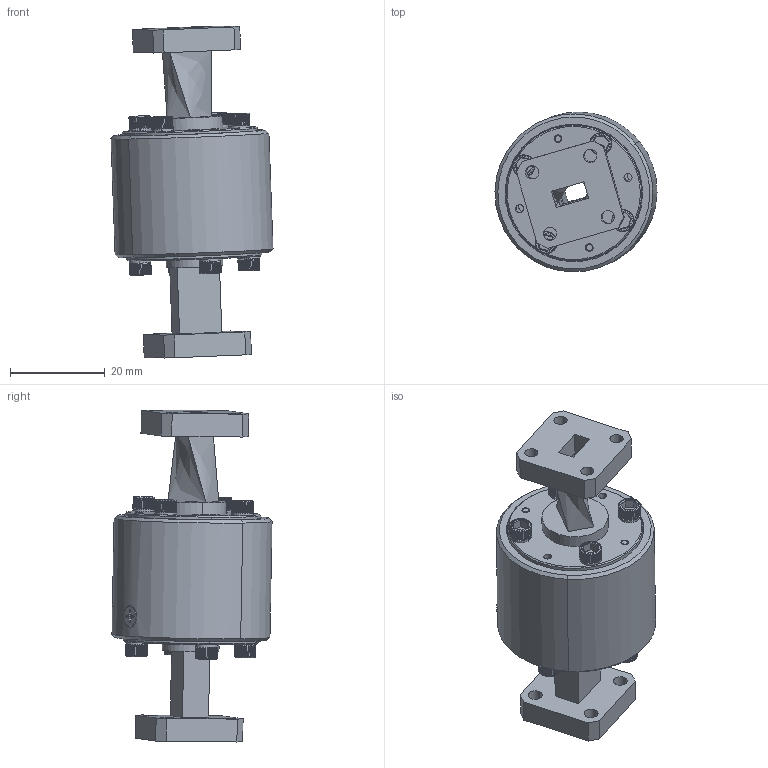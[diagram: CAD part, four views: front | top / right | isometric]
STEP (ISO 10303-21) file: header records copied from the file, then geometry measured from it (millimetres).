
FILE_DESCRIPTION (( 'STEP AP203' ), '1' );
FILE_NAME ('DMTF-28-101-1 Rev 1.2, df.STEP', '2017-07-18T22:06:40', ( '' ), ( '' ), 'SwSTEP 2.0', 'SolidWorks 2013', '' );
FILE_SCHEMA (( 'CONFIG_CONTROL_DESIGN' ));
Length unit declared in the file: inch
Products named in the file (1): DMTF-28-101-1 Rev 1.2, df
Bounding box: 34.12 x 33.71 x 69.9 mm (x, y, z)
Surface area: 12068.5 mm2 (no closed solid volume)
Topology: 0 solids, 24 shells, 855 faces, 3654 edges, 2432 vertices
Faces by surface type: plane 449, cylinder 346, cone 38, torus 16, bspline 6
Entity records: 38596 total; most frequent: CARTESIAN_POINT 12203, ORIENTED_EDGE 5536, DIRECTION 4561, EDGE_CURVE 3652, VERTEX_POINT 2432, AXIS2_PLACEMENT_3D 1578, B_SPLINE_CURVE_WITH_KNOTS 1464, LINE 1405
